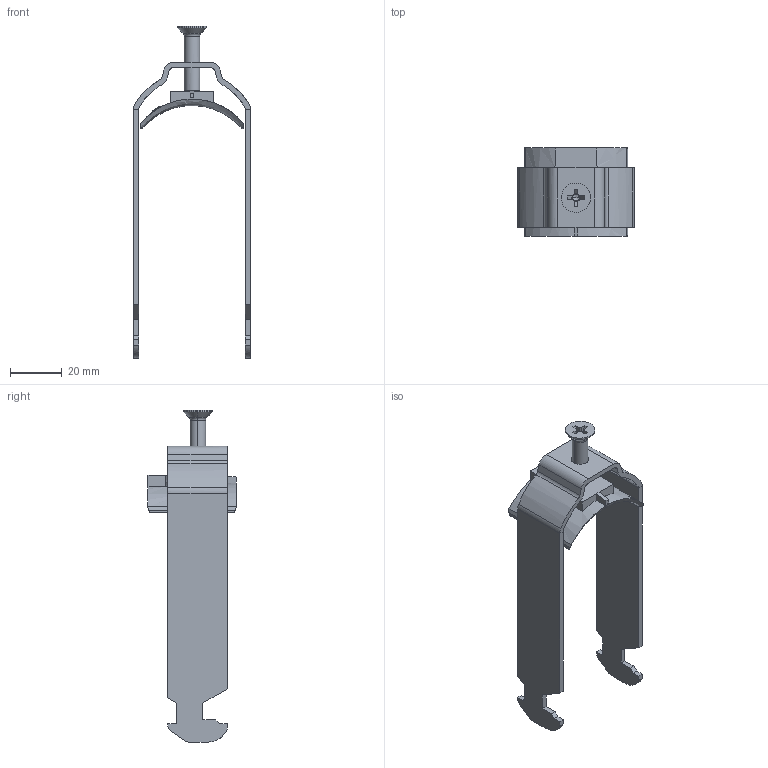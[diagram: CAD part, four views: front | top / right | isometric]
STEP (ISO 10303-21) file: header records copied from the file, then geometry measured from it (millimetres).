
FILE_DESCRIPTION(/* description */ (''),/* implementation_level */ '2;1');
FILE_NAME(/* name */ '1161407',/* time_stamp */ '2016-03-01T16:35:19+01:00',/* author */ (''),/* organization */ (''),/* preprocessor_version */ 'ST-DEVELOPER v15',/* originating_system */ '',/* authorisation */ '');
FILE_SCHEMA (('CONFIG_CONTROL_DESIGN'));
Length unit declared in the file: millimetre
Products named in the file (2): Document; Block 02
Assembly tree (1 placements, depth 2):
  Document
    Block 02
Bounding box: 45 x 34 x 128 mm (x, y, z)
Volume: 16776.7 mm3; surface area: 16598.4 mm2
Topology: 3 solids, 3 shells, 264 faces, 697 edges, 455 vertices
Faces by surface type: plane 145, bspline 119
Entity records: 14485 total; most frequent: CARTESIAN_POINT 9924, ORIENTED_EDGE 1390, EDGE_CURVE 695, B_SPLINE_CURVE_WITH_KNOTS 508, VERTEX_POINT 455, EDGE_LOOP 284, ADVANCED_FACE 264, FACE_OUTER_BOUND 264
